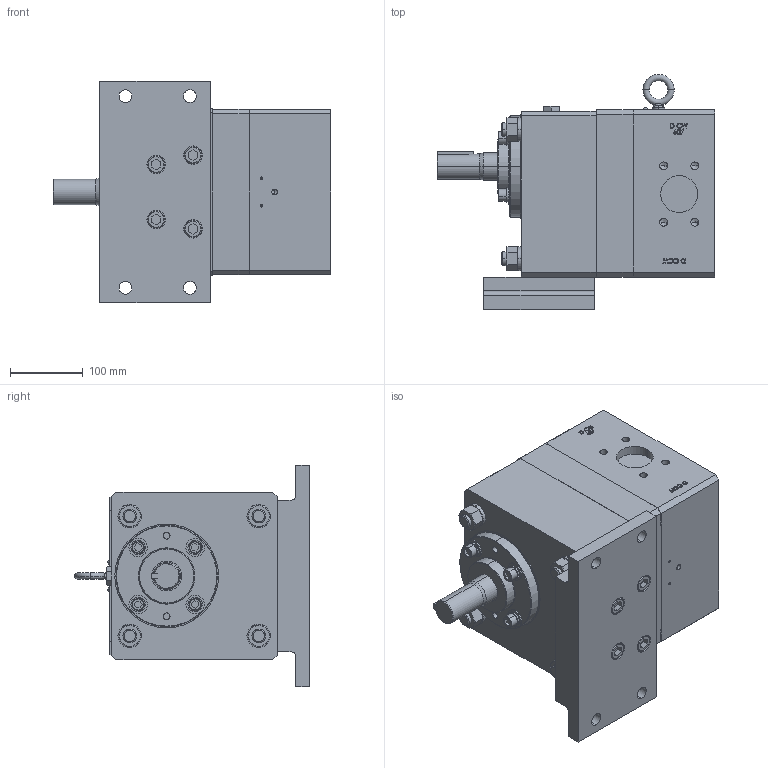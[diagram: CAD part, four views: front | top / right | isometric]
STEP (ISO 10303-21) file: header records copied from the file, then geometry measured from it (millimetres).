
FILE_DESCRIPTION (( 'STEP AP214' ), '1' );
FILE_NAME ('G-1420-15J9-003.STEP', '2019-09-24T16:38:42', ( '' ), ( '' ), 'SwSTEP 2.0', 'SolidWorks 2018', '' );
FILE_SCHEMA (( 'AUTOMOTIVE_DESIGN' ));
Length unit declared in the file: inch
Products named in the file (1): G-1420-15J9-003
Bounding box: 383.01 x 323.85 x 304.8 mm (x, y, z)
Volume: 16144345.2 mm3; surface area: 515346.4 mm2
Topology: 1 solids, 1 shells, 1626 faces, 4071 edges, 2651 vertices
Faces by surface type: plane 995, bspline 301, cylinder 199, cone 119, torus 8, sphere 4
Entity records: 80257 total; most frequent: CARTESIAN_POINT 31363, ORIENTED_EDGE 8098, DIRECTION 6508, EDGE_CURVE 4049, LINE 2784, VECTOR 2784, VERTEX_POINT 2651, EDGE_LOOP 1878
